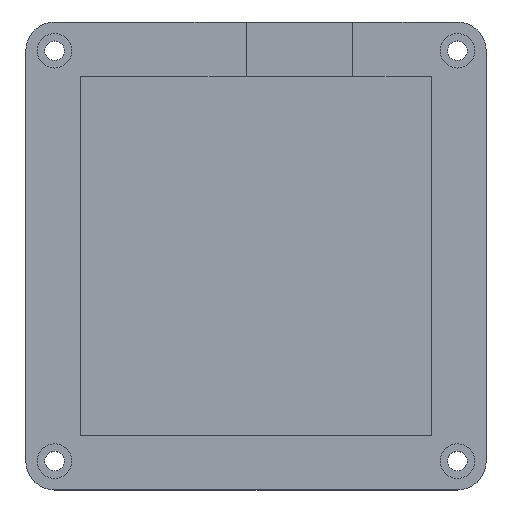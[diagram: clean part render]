
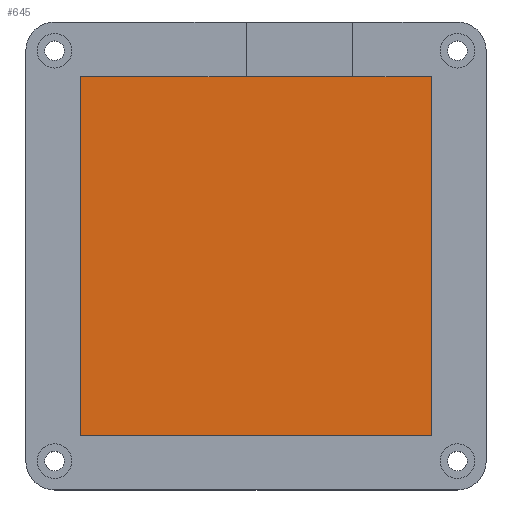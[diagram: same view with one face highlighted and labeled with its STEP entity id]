
A CAD part, top view. The second image highlights one B-rep face of the part: STEP entity #645.
In plain terms, the highlighted planar face has unit normal (0, 0, 1).
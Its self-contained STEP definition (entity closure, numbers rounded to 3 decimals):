
#59=PLANE('',#730);
#93=FACE_OUTER_BOUND('',#143,.T.);
#143=EDGE_LOOP('',(#553,#554,#555,#556));
#197=LINE('',#1091,#249);
#199=LINE('',#1096,#251);
#200=LINE('',#1097,#252);
#201=LINE('',#1098,#253);
#249=VECTOR('',#901,10.);
#251=VECTOR('',#905,10.);
#252=VECTOR('',#906,10.);
#253=VECTOR('',#907,10.);
#341=VERTEX_POINT('',#1088);
#342=VERTEX_POINT('',#1090);
#343=VERTEX_POINT('',#1094);
#344=VERTEX_POINT('',#1095);
#417=EDGE_CURVE('',#341,#342,#197,.T.);
#419=EDGE_CURVE('',#343,#344,#199,.T.);
#420=EDGE_CURVE('',#342,#343,#200,.T.);
#421=EDGE_CURVE('',#344,#341,#201,.T.);
#553=ORIENTED_EDGE('',*,*,#419,.F.);
#554=ORIENTED_EDGE('',*,*,#420,.F.);
#555=ORIENTED_EDGE('',*,*,#417,.F.);
#556=ORIENTED_EDGE('',*,*,#421,.F.);
#645=ADVANCED_FACE('',(#93),#59,.T.);
#730=AXIS2_PLACEMENT_3D('',#1093,#903,#904);
#901=DIRECTION('',(1.,0.,0.));
#903=DIRECTION('center_axis',(0.,0.,1.));
#904=DIRECTION('ref_axis',(1.,0.,0.));
#905=DIRECTION('',(-1.,0.,0.));
#906=DIRECTION('',(0.,-1.,0.));
#907=DIRECTION('',(0.,1.,0.));
#1088=CARTESIAN_POINT('',(-18.113,34.7,3.));
#1090=CARTESIAN_POINT('',(42.887,34.7,3.));
#1091=CARTESIAN_POINT('',(-2.863,34.7,3.));
#1093=CARTESIAN_POINT('Origin',(12.387,3.55,3.));
#1094=CARTESIAN_POINT('',(42.887,-27.6,3.));
#1095=CARTESIAN_POINT('',(-18.113,-27.6,3.));
#1096=CARTESIAN_POINT('',(27.637,-27.6,3.));
#1097=CARTESIAN_POINT('',(42.887,19.125,3.));
#1098=CARTESIAN_POINT('',(-18.113,-12.025,3.));
